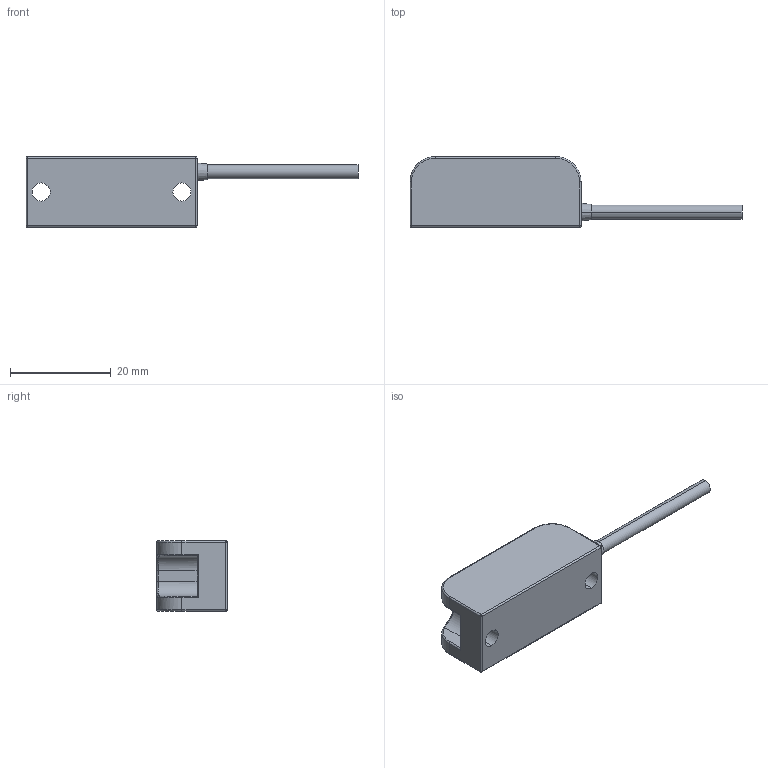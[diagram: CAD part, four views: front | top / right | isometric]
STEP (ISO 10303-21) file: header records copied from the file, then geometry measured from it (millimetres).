
FILE_DESCRIPTION (( 'STEP AP203' ), '1' );
FILE_NAME ('MR-D2.STEP', '2018-08-08T09:59:36', ( 'XiaZaiMa.COM' ), ( 'Win10NeT.COM' ), 'SwSTEP 2.0', 'SolidWorks 2016', '' );
FILE_SCHEMA (( 'CONFIG_CONTROL_DESIGN' ));
Length unit declared in the file: millimetre
Products named in the file (1): MR-D2
Bounding box: 66 x 14 x 14 mm (x, y, z)
Volume: 5963.2 mm3; surface area: 2725.3 mm2
Topology: 1 solids, 1 shells, 79 faces, 180 edges, 104 vertices
Faces by surface type: cylinder 38, plane 19, torus 12, bspline 4, sphere 4, cone 2
Entity records: 2399 total; most frequent: CARTESIAN_POINT 536, DIRECTION 408, ORIENTED_EDGE 352, EDGE_CURVE 176, AXIS2_PLACEMENT_3D 168, VERTEX_POINT 104, CIRCLE 92, EDGE_LOOP 88
